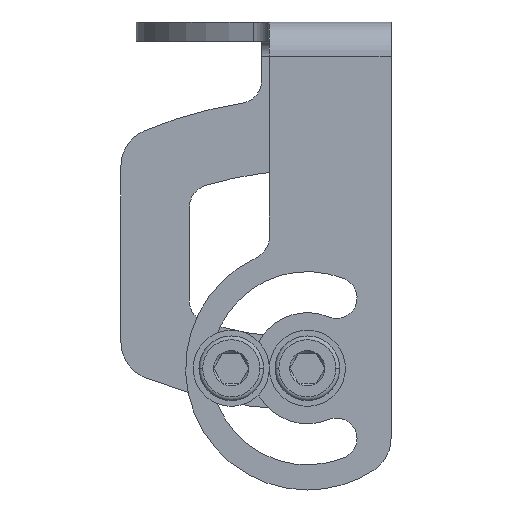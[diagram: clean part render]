
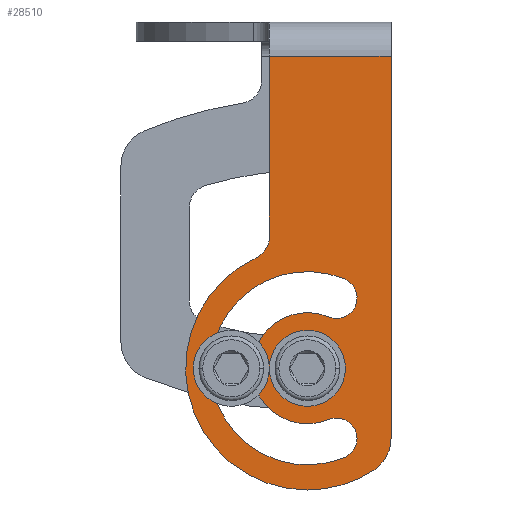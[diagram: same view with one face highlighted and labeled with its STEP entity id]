
A CAD part, left-side view. The second image highlights one B-rep face of the part: STEP entity #28510.
In plain terms, the highlighted planar face has unit normal (-1, 0, 0).
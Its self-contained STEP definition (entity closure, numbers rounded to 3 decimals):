
#18490=CARTESIAN_POINT('',(-0.5,23.266,
-14.5));
#18500=DIRECTION('',(1.,0.,0.));
#18510=DIRECTION('',(0.,0.,-1.));
#18520=AXIS2_PLACEMENT_3D('',#18490,#18500,#18510);
#18530=CIRCLE('',#18520,3.);
#18540=CARTESIAN_POINT('',(-0.5,23.266,
-17.5));
#18550=VERTEX_POINT('',#18540);
#18560=CARTESIAN_POINT('',(-0.5,25.987,
-15.763));
#18570=VERTEX_POINT('',#18560);
#18580=EDGE_CURVE('',#18550,#18570,#18530,.T.);
#21700=CARTESIAN_POINT('',(-0.5,-0.5,
-17.5));
#21710=VERTEX_POINT('',#21700);
#21740=CARTESIAN_POINT('',(-0.5,0.,
-17.5));
#21750=DIRECTION('',(0.,-1.,0.));
#21760=VECTOR('',#21750,1.);
#21770=LINE('',#21740,#21760);
#21780=EDGE_CURVE('',#18550,#21710,#21770,.T.);
#25260=CARTESIAN_POINT('',(-0.5,49.72,
-33.5));
#25270=VERTEX_POINT('',#25260);
#25300=CARTESIAN_POINT('',(-0.5,0.,
-33.5));
#25310=DIRECTION('',(0.,-1.,0.));
#25320=VECTOR('',#25310,1.);
#25330=LINE('',#25300,#25320);
#25340=CARTESIAN_POINT('',(-0.5,-0.5,
-33.5));
#25350=VERTEX_POINT('',#25340);
#25360=EDGE_CURVE('',#25270,#25350,#25330,.T.);
#25560=CARTESIAN_POINT('',(-0.5,-0.5,
-104.746));
#25570=DIRECTION('',(0.,0.,-1.));
#25580=VECTOR('',#25570,1.);
#25590=LINE('',#25560,#25580);
#25600=EDGE_CURVE('',#21710,#25350,#25590,.T.);
#26770=CARTESIAN_POINT('',(-0.5,52.234,
-27.36));
#26780=VERTEX_POINT('',#26770);
#26810=CARTESIAN_POINT('',(-0.5,40.5,
-22.5));
#26820=DIRECTION('',(-1.,0.,0.));
#26830=DIRECTION('',(0.,0.383,
0.924));
#26840=AXIS2_PLACEMENT_3D('',#26810,#26820,#26830);
#26850=CIRCLE('',#26840,12.7);
#26860=CARTESIAN_POINT('',(-0.5,45.36,
-10.766));
#26870=VERTEX_POINT('',#26860);
#26880=EDGE_CURVE('',#26870,#26780,#26850,.T.);
#27090=CARTESIAN_POINT('',(-0.5,28.766,
-27.36));
#27100=VERTEX_POINT('',#27090);
#27130=CARTESIAN_POINT('',(-0.5,31.261,
-26.327));
#27140=DIRECTION('',(-1.,0.,0.));
#27150=DIRECTION('',(0.,0.383,
0.924));
#27160=AXIS2_PLACEMENT_3D('',#27130,#27140,#27150);
#27170=CIRCLE('',#27160,2.7);
#27180=CARTESIAN_POINT('',(-0.5,30.227,
-28.822));
#27190=VERTEX_POINT('',#27180);
#27200=EDGE_CURVE('',#27190,#27100,#27170,.T.);
#27410=CARTESIAN_POINT('',(-0.5,43.294,
-15.755));
#27420=VERTEX_POINT('',#27410);
#27450=CARTESIAN_POINT('',(-0.5,40.5,
-22.5));
#27460=DIRECTION('',(-1.,0.,0.));
#27470=DIRECTION('',(0.,0.383,
0.924));
#27480=AXIS2_PLACEMENT_3D('',#27450,#27460,#27470);
#27490=CIRCLE('',#27480,7.3);
#27500=CARTESIAN_POINT('',(-0.5,47.245,
-25.294));
#27510=VERTEX_POINT('',#27500);
#27520=EDGE_CURVE('',#27420,#27510,#27490,.T.);
#27700=CARTESIAN_POINT('',(-0.5,49.739,
-26.327));
#27710=DIRECTION('',(-1.,0.,0.));
#27720=DIRECTION('',(0.,0.,-1.));
#27730=AXIS2_PLACEMENT_3D('',#27700,#27710,#27720);
#27740=CIRCLE('',#27730,2.7);
#27750=CARTESIAN_POINT('',(-0.5,49.739,
-29.027));
#27760=VERTEX_POINT('',#27750);
#27770=EDGE_CURVE('',#27760,#27510,#27740,.T.);
#27890=CARTESIAN_POINT('',(-0.5,29.415,
-26.048));
#27900=DIRECTION('',(1.,0.,0.));
#27910=DIRECTION('',(0.,-1.,0.));
#27920=AXIS2_PLACEMENT_3D('',#27890,#27900,#27910);
#27930=PLANE('',#27920);
#27940=EDGE_CURVE('',#27100,#26870,#26850,.T.);
#27950=ORIENTED_EDGE('',*,*,#27940,.F.);
#27960=ORIENTED_EDGE('',*,*,#26880,.F.);
#27970=EDGE_CURVE('',#26780,#27760,#27740,.T.);
#27980=ORIENTED_EDGE('',*,*,#27970,.F.);
#27990=ORIENTED_EDGE('',*,*,#27770,.F.);
#28000=ORIENTED_EDGE('',*,*,#27520,.T.);
#28010=CARTESIAN_POINT('',(-0.5,33.755,
-25.294));
#28020=VERTEX_POINT('',#28010);
#28030=EDGE_CURVE('',#28020,#27420,#27490,.T.);
#28040=ORIENTED_EDGE('',*,*,#28030,.T.);
#28050=EDGE_CURVE('',#28020,#27190,#27170,.T.);
#28060=ORIENTED_EDGE('',*,*,#28050,.F.);
#28070=ORIENTED_EDGE('',*,*,#27200,.F.);
#28080=EDGE_LOOP('',(#28070,#28060,#28040,#28000,#27990,#27980,#27960,
#27950));
#28090=FACE_BOUND('',#28080,.T.);
#28100=CARTESIAN_POINT('',(-0.5,40.5,
-22.5));
#28110=DIRECTION('',(-1.,0.,0.));
#28120=DIRECTION('',(0.,1.,0.));
#28130=AXIS2_PLACEMENT_3D('',#28100,#28110,#28120);
#28140=CIRCLE('',#28130,2.7);
#28150=CARTESIAN_POINT('',(-0.5,43.2,
-22.5));
#28160=VERTEX_POINT('',#28150);
#28170=CARTESIAN_POINT('',(-0.5,37.8,
-22.5));
#28180=VERTEX_POINT('',#28170);
#28190=EDGE_CURVE('',#28160,#28180,#28140,.T.);
#28200=ORIENTED_EDGE('',*,*,#28190,.F.);
#28210=EDGE_CURVE('',#28180,#28160,#28140,.T.);
#28220=ORIENTED_EDGE('',*,*,#28210,.F.);
#28230=EDGE_LOOP('',(#28220,#28200));
#28240=FACE_BOUND('',#28230,.T.);
#28250=ORIENTED_EDGE('',*,*,#25600,.F.);
#28260=ORIENTED_EDGE('',*,*,#25360,.T.);
#28270=CARTESIAN_POINT('',(-0.5,49.72,
-28.5));
#28280=DIRECTION('',(1.,0.,0.));
#28290=DIRECTION('',(0.,0.,-1.));
#28300=AXIS2_PLACEMENT_3D('',#28270,#28280,#28290);
#28310=CIRCLE('',#28300,5.);
#28320=CARTESIAN_POINT('',(-0.5,53.91,
-31.227));
#28330=VERTEX_POINT('',#28320);
#28340=EDGE_CURVE('',#25270,#28330,#28310,.T.);
#28350=ORIENTED_EDGE('',*,*,#28340,.F.);
#28360=CARTESIAN_POINT('',(-0.5,40.5,
-22.5));
#28370=DIRECTION('',(1.,0.,0.));
#28380=DIRECTION('',(0.,-1.,0.));
#28390=AXIS2_PLACEMENT_3D('',#28360,#28370,#28380);
#28400=CIRCLE('',#28390,16.);
#28410=CARTESIAN_POINT('',(-0.5,56.5,
-22.5));
#28420=VERTEX_POINT('',#28410);
#28430=EDGE_CURVE('',#28330,#28420,#28400,.T.);
#28440=ORIENTED_EDGE('',*,*,#28430,.F.);
#28450=EDGE_CURVE('',#28420,#18570,#28400,.T.);
#28460=ORIENTED_EDGE('',*,*,#28450,.F.);
#28470=ORIENTED_EDGE('',*,*,#18580,.T.);
#28480=ORIENTED_EDGE('',*,*,#21780,.F.);
#28490=EDGE_LOOP('',(#28480,#28470,#28460,#28440,#28350,#28260,#28250));
#28500=FACE_OUTER_BOUND('',#28490,.T.);
#28510=ADVANCED_FACE('',(#28090,#28240,#28500),#27930,.F.);
